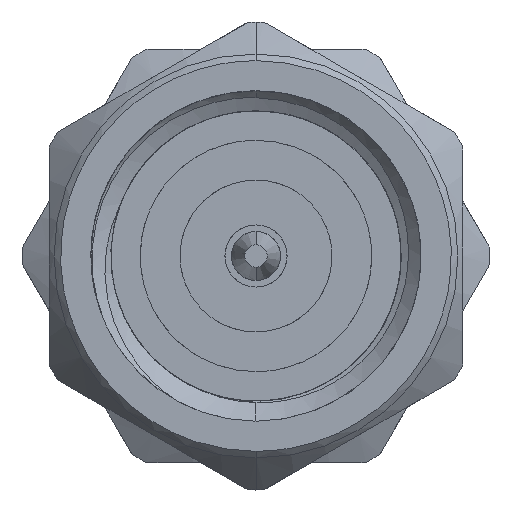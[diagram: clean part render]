
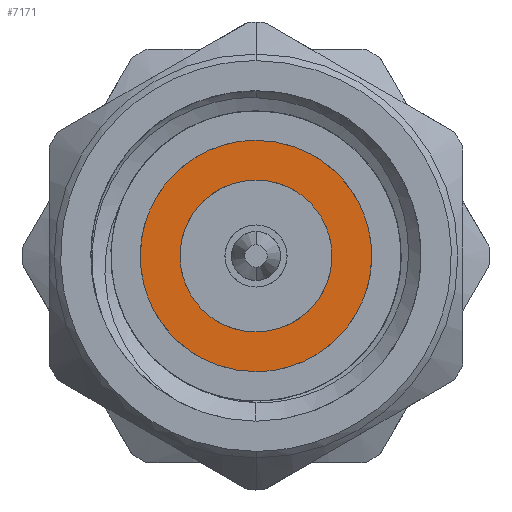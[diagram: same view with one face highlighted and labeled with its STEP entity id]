
A CAD part, left-side view. The second image highlights one B-rep face of the part: STEP entity #7171.
In plain terms, the highlighted planar face has unit normal (-1, 0, 0).
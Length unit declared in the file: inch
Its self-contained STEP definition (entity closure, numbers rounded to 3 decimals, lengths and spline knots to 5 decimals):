
#5 = CARTESIAN_POINT ( 'NONE',  ( 0.1, 0., -0.05748 ) ) ;
#32 = CARTESIAN_POINT ( 'NONE',  ( 0.1, -0.00752, 0.05748 ) ) ;
#61 = CARTESIAN_POINT ( 'NONE',  ( 0.1, -0.05748, 0.00752 ) ) ;
#236 = CARTESIAN_POINT ( 'NONE',  ( 0.1, 0.03532, -0.04597 ) ) ;
#277 = CARTESIAN_POINT ( 'NONE',  ( 0.1, 0., -0.0875 ) ) ;
#368 = CARTESIAN_POINT ( 'NONE',  ( 0.1, 0., -0.05748 ) ) ;
#381 = DIRECTION ( 'NONE',  ( 0., 0., -1. ) ) ;
#399 = CARTESIAN_POINT ( 'NONE',  ( 0.1, 0.0875, 0.01145 ) ) ;
#465 = CARTESIAN_POINT ( 'NONE',  ( 0.1, 0.08522, 0.0229 ) ) ;
#498 = CARTESIAN_POINT ( 'NONE',  ( 0.1, 0.06997, 0.05377 ) ) ;
#610 = VERTEX_POINT ( 'NONE', #3365 ) ;
#821 = AXIS2_PLACEMENT_3D ( 'NONE', #1887, #4793, #381 ) ;
#1172 = EDGE_CURVE ( 'NONE', #6143, #4170, #3313, .T. ) ;
#1191 = CARTESIAN_POINT ( 'NONE',  ( 0.1, 0.07646, 0.04407 ) ) ;
#1242 = CARTESIAN_POINT ( 'NONE',  ( 0.1, -0.08522, -0.0229 ) ) ;
#1333 = CARTESIAN_POINT ( 'NONE',  ( 0.1, -0.06997, 0.05377 ) ) ;
#1335 = B_SPLINE_CURVE_WITH_KNOTS ( 'NONE', 3,
 ( #6385, #7822, #7786, #2787, #3471, #1333, #4928, #3497, #2671, #4201, #1242, #6293, #2704, #8454, #5513, #5541, #1367, #3374 ),
 .UNSPECIFIED., .F., .F.,
 ( 4, 2, 2, 2, 2, 2, 2, 2, 4 ),
 ( 0., 0.125, 0.25, 0.375, 0.5, 0.625, 0.75, 0.875, 1. ),
 .UNSPECIFIED. ) ;
#1367 = CARTESIAN_POINT ( 'NONE',  ( 0.1, -0.01145, -0.0875 ) ) ;
#1390 = CARTESIAN_POINT ( 'NONE',  ( 0.1, 0., 0.0875 ) ) ;
#1450 = CARTESIAN_POINT ( 'NONE',  ( 0.1, -0.05023, 0.02895 ) ) ;
#1504 = CARTESIAN_POINT ( 'NONE',  ( 0.1, -0.02895, 0.05023 ) ) ;
#1717 = CARTESIAN_POINT ( 'NONE',  ( 0.1, 0.04597, 0.03532 ) ) ;
#1723 = CARTESIAN_POINT ( 'NONE',  ( 0.1, 0.0229, -0.08522 ) ) ;
#1878 = CARTESIAN_POINT ( 'NONE',  ( 0.1, 0., -0.0875 ) ) ;
#1880 = CARTESIAN_POINT ( 'NONE',  ( 0.1, 0.0229, 0.08522 ) ) ;
#1887 = CARTESIAN_POINT ( 'NONE',  ( 0.1, 0., 0. ) ) ;
#2000 = ORIENTED_EDGE ( 'NONE', *, *, #1172, .F. ) ;
#2223 = CARTESIAN_POINT ( 'NONE',  ( 0.1, -0.01505, -0.05598 ) ) ;
#2347 = CARTESIAN_POINT ( 'NONE',  ( 0.1, 0.05023, 0.02895 ) ) ;
#2458 = CARTESIAN_POINT ( 'NONE',  ( 0.1, 0.03532, 0.04597 ) ) ;
#2671 = CARTESIAN_POINT ( 'NONE',  ( 0.1, -0.0875, 0.01145 ) ) ;
#2688 = CARTESIAN_POINT ( 'NONE',  ( 0.1, 0.0875, -0.01145 ) ) ;
#2704 = CARTESIAN_POINT ( 'NONE',  ( 0.1, -0.06997, -0.05377 ) ) ;
#2707 = B_SPLINE_CURVE_WITH_KNOTS ( 'NONE', 3,
 ( #6001, #3848, #6794, #5271, #2458, #1717, #2347, #8805, #7501, #4525, #8118, #5184, #3812, #236, #5242, #5394, #5336, #368 ),
 .UNSPECIFIED., .F., .F.,
 ( 4, 2, 2, 2, 2, 2, 2, 2, 4 ),
 ( 0., 0.125, 0.25, 0.375, 0.5, 0.625, 0.75, 0.875, 1. ),
 .UNSPECIFIED. ) ;
#2787 = CARTESIAN_POINT ( 'NONE',  ( 0.1, -0.04407, 0.07646 ) ) ;
#2868 = CARTESIAN_POINT ( 'NONE',  ( 0.1, -0.04597, -0.03532 ) ) ;
#3313 = B_SPLINE_CURVE_WITH_KNOTS ( 'NONE', 3,
 ( #277, #3984, #1723, #3321, #4044, #4757, #6889, #9061, #2688, #399, #465, #1191, #498, #6185, #4817, #1880, #7739, #6984 ),
 .UNSPECIFIED., .F., .F.,
 ( 4, 2, 2, 2, 2, 2, 2, 2, 4 ),
 ( 0., 0.125, 0.25, 0.375, 0.5, 0.625, 0.75, 0.875, 1. ),
 .UNSPECIFIED. ) ;
#3321 = CARTESIAN_POINT ( 'NONE',  ( 0.1, 0.04407, -0.07646 ) ) ;
#3365 = CARTESIAN_POINT ( 'NONE',  ( 0.1, 0., 0.05748 ) ) ;
#3374 = CARTESIAN_POINT ( 'NONE',  ( 0.1, 0., -0.0875 ) ) ;
#3471 = CARTESIAN_POINT ( 'NONE',  ( 0.1, -0.05377, 0.06997 ) ) ;
#3497 = CARTESIAN_POINT ( 'NONE',  ( 0.1, -0.08522, 0.0229 ) ) ;
#3607 = CARTESIAN_POINT ( 'NONE',  ( 0.1, -0.05598, -0.01505 ) ) ;
#3688 = ORIENTED_EDGE ( 'NONE', *, *, #5693, .F. ) ;
#3812 = CARTESIAN_POINT ( 'NONE',  ( 0.1, 0.04597, -0.03532 ) ) ;
#3848 = CARTESIAN_POINT ( 'NONE',  ( 0.1, 0.00752, 0.05748 ) ) ;
#3984 = CARTESIAN_POINT ( 'NONE',  ( 0.1, 0.01145, -0.0875 ) ) ;
#4044 = CARTESIAN_POINT ( 'NONE',  ( 0.1, 0.05377, -0.06997 ) ) ;
#4170 = VERTEX_POINT ( 'NONE', #1390 ) ;
#4183 = EDGE_LOOP ( 'NONE', ( #3688, #2000 ) ) ;
#4201 = CARTESIAN_POINT ( 'NONE',  ( 0.1, -0.0875, -0.01145 ) ) ;
#4345 = CARTESIAN_POINT ( 'NONE',  ( 0.1, -0.04597, 0.03532 ) ) ;
#4525 = CARTESIAN_POINT ( 'NONE',  ( 0.1, 0.05748, -0.00752 ) ) ;
#4626 = VERTEX_POINT ( 'NONE', #5995 ) ;
#4757 = CARTESIAN_POINT ( 'NONE',  ( 0.1, 0.06997, -0.05377 ) ) ;
#4793 = DIRECTION ( 'NONE',  ( 1., 0., 0. ) ) ;
#4817 = CARTESIAN_POINT ( 'NONE',  ( 0.1, 0.04407, 0.07646 ) ) ;
#4928 = CARTESIAN_POINT ( 'NONE',  ( 0.1, -0.07646, 0.04407 ) ) ;
#5037 = CARTESIAN_POINT ( 'NONE',  ( 0.1, 0., 0.05748 ) ) ;
#5184 = CARTESIAN_POINT ( 'NONE',  ( 0.1, 0.05023, -0.02895 ) ) ;
#5242 = CARTESIAN_POINT ( 'NONE',  ( 0.1, 0.02895, -0.05023 ) ) ;
#5271 = CARTESIAN_POINT ( 'NONE',  ( 0.1, 0.02895, 0.05023 ) ) ;
#5336 = CARTESIAN_POINT ( 'NONE',  ( 0.1, 0.00752, -0.05748 ) ) ;
#5387 = EDGE_CURVE ( 'NONE', #610, #4626, #2707, .T. ) ;
#5394 = CARTESIAN_POINT ( 'NONE',  ( 0.1, 0.01505, -0.05598 ) ) ;
#5513 = CARTESIAN_POINT ( 'NONE',  ( 0.1, -0.04407, -0.07646 ) ) ;
#5541 = CARTESIAN_POINT ( 'NONE',  ( 0.1, -0.0229, -0.08522 ) ) ;
#5693 = EDGE_CURVE ( 'NONE', #4170, #6143, #1335, .T. ) ;
#5716 = CARTESIAN_POINT ( 'NONE',  ( 0.1, -0.03532, -0.04597 ) ) ;
#5784 = CARTESIAN_POINT ( 'NONE',  ( 0.1, -0.02895, -0.05023 ) ) ;
#5862 = EDGE_LOOP ( 'NONE', ( #5870, #7405 ) ) ;
#5863 = FACE_BOUND ( 'NONE', #5862, .T. ) ;
#5870 = ORIENTED_EDGE ( 'NONE', *, *, #6545, .F. ) ;
#5995 = CARTESIAN_POINT ( 'NONE',  ( 0.1, 0., -0.05748 ) ) ;
#6001 = CARTESIAN_POINT ( 'NONE',  ( 0.1, 0., 0.05748 ) ) ;
#6143 = VERTEX_POINT ( 'NONE', #1878 ) ;
#6185 = CARTESIAN_POINT ( 'NONE',  ( 0.1, 0.05377, 0.06997 ) ) ;
#6293 = CARTESIAN_POINT ( 'NONE',  ( 0.1, -0.07646, -0.04407 ) ) ;
#6385 = CARTESIAN_POINT ( 'NONE',  ( 0.1, 0., 0.0875 ) ) ;
#6466 = CARTESIAN_POINT ( 'NONE',  ( 0.1, -0.01505, 0.05598 ) ) ;
#6545 = EDGE_CURVE ( 'NONE', #4626, #610, #9144, .T. ) ;
#6794 = CARTESIAN_POINT ( 'NONE',  ( 0.1, 0.01505, 0.05598 ) ) ;
#6889 = CARTESIAN_POINT ( 'NONE',  ( 0.1, 0.07646, -0.04407 ) ) ;
#6984 = CARTESIAN_POINT ( 'NONE',  ( 0.1, 0., 0.0875 ) ) ;
#7171 = ADVANCED_FACE ( 'NONE', ( #8898, #5863 ), #8321, .F. ) ;
#7405 = ORIENTED_EDGE ( 'NONE', *, *, #5387, .F. ) ;
#7501 = CARTESIAN_POINT ( 'NONE',  ( 0.1, 0.05748, 0.00752 ) ) ;
#7739 = CARTESIAN_POINT ( 'NONE',  ( 0.1, 0.01145, 0.0875 ) ) ;
#7786 = CARTESIAN_POINT ( 'NONE',  ( 0.1, -0.0229, 0.08522 ) ) ;
#7822 = CARTESIAN_POINT ( 'NONE',  ( 0.1, -0.01145, 0.0875 ) ) ;
#7835 = CARTESIAN_POINT ( 'NONE',  ( 0.1, -0.03532, 0.04597 ) ) ;
#7890 = CARTESIAN_POINT ( 'NONE',  ( 0.1, -0.05598, 0.01505 ) ) ;
#7921 = CARTESIAN_POINT ( 'NONE',  ( 0.1, -0.05023, -0.02895 ) ) ;
#8118 = CARTESIAN_POINT ( 'NONE',  ( 0.1, 0.05598, -0.01505 ) ) ;
#8321 = PLANE ( 'NONE',  #821 ) ;
#8454 = CARTESIAN_POINT ( 'NONE',  ( 0.1, -0.05377, -0.06997 ) ) ;
#8633 = CARTESIAN_POINT ( 'NONE',  ( 0.1, -0.05748, -0.00752 ) ) ;
#8662 = CARTESIAN_POINT ( 'NONE',  ( 0.1, -0.00752, -0.05748 ) ) ;
#8805 = CARTESIAN_POINT ( 'NONE',  ( 0.1, 0.05598, 0.01505 ) ) ;
#8898 = FACE_OUTER_BOUND ( 'NONE', #4183, .T. ) ;
#9061 = CARTESIAN_POINT ( 'NONE',  ( 0.1, 0.08522, -0.0229 ) ) ;
#9144 = B_SPLINE_CURVE_WITH_KNOTS ( 'NONE', 3,
 ( #5, #8662, #2223, #5784, #5716, #2868, #7921, #3607, #8633, #61, #7890, #1450, #4345, #7835, #1504, #6466, #32, #5037 ),
 .UNSPECIFIED., .F., .F.,
 ( 4, 2, 2, 2, 2, 2, 2, 2, 4 ),
 ( 0., 0.125, 0.25, 0.375, 0.5, 0.625, 0.75, 0.875, 1. ),
 .UNSPECIFIED. ) ;
